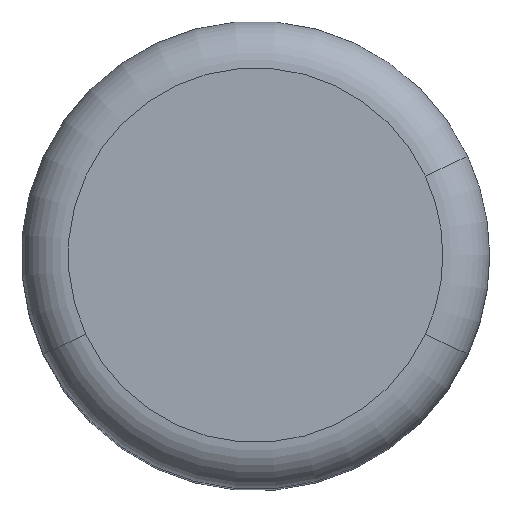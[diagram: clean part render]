
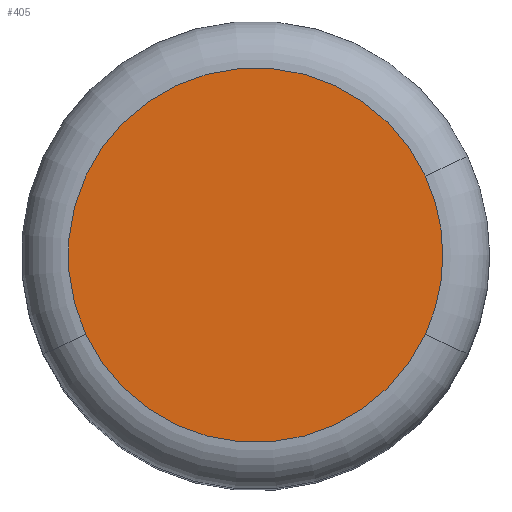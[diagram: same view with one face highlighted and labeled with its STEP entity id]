
A CAD part, top view. The second image highlights one B-rep face of the part: STEP entity #405.
In plain terms, the highlighted planar face has unit normal (0, 0, 1).
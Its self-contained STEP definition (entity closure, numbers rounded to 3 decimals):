
#33=PLANE('',#486);
#63=FACE_OUTER_BOUND('',#91,.T.);
#91=EDGE_LOOP('',(#350,#351,#352,#353));
#112=CIRCLE('',#451,5.);
#113=CIRCLE('',#452,5.);
#128=CIRCLE('',#475,5.);
#134=CIRCLE('',#485,5.);
#180=VERTEX_POINT('',#696);
#183=VERTEX_POINT('',#702);
#184=VERTEX_POINT('',#704);
#193=VERTEX_POINT('',#740);
#224=EDGE_CURVE('',#184,#183,#112,.T.);
#225=EDGE_CURVE('',#180,#184,#113,.T.);
#244=EDGE_CURVE('',#183,#193,#128,.T.);
#250=EDGE_CURVE('',#193,#180,#134,.T.);
#350=ORIENTED_EDGE('',*,*,#224,.T.);
#351=ORIENTED_EDGE('',*,*,#244,.T.);
#352=ORIENTED_EDGE('',*,*,#250,.T.);
#353=ORIENTED_EDGE('',*,*,#225,.T.);
#405=ADVANCED_FACE('',(#63),#33,.T.);
#451=AXIS2_PLACEMENT_3D('',#705,#560,#561);
#452=AXIS2_PLACEMENT_3D('',#706,#562,#563);
#475=AXIS2_PLACEMENT_3D('',#742,#612,#613);
#485=AXIS2_PLACEMENT_3D('',#754,#632,#633);
#486=AXIS2_PLACEMENT_3D('',#755,#634,#635);
#560=DIRECTION('center_axis',(0.,0.,1.));
#561=DIRECTION('ref_axis',(1.,0.,0.));
#562=DIRECTION('center_axis',(0.,0.,1.));
#563=DIRECTION('ref_axis',(1.,0.,0.));
#612=DIRECTION('center_axis',(0.,0.,1.));
#613=DIRECTION('ref_axis',(1.,0.,0.));
#632=DIRECTION('center_axis',(0.,0.,1.));
#633=DIRECTION('ref_axis',(1.,0.,0.));
#634=DIRECTION('center_axis',(0.,0.,1.));
#635=DIRECTION('ref_axis',(1.,0.,0.));
#696=CARTESIAN_POINT('',(4.532,-2.113,25.));
#702=CARTESIAN_POINT('',(4.532,2.113,25.));
#704=CARTESIAN_POINT('',(5.,0.,25.));
#705=CARTESIAN_POINT('Origin',(0.,0.,25.));
#706=CARTESIAN_POINT('Origin',(0.,0.,25.));
#740=CARTESIAN_POINT('',(-4.532,-2.113,25.));
#742=CARTESIAN_POINT('Origin',(0.,0.,25.));
#754=CARTESIAN_POINT('Origin',(0.,0.,25.));
#755=CARTESIAN_POINT('Origin',(0.,0.,25.));
